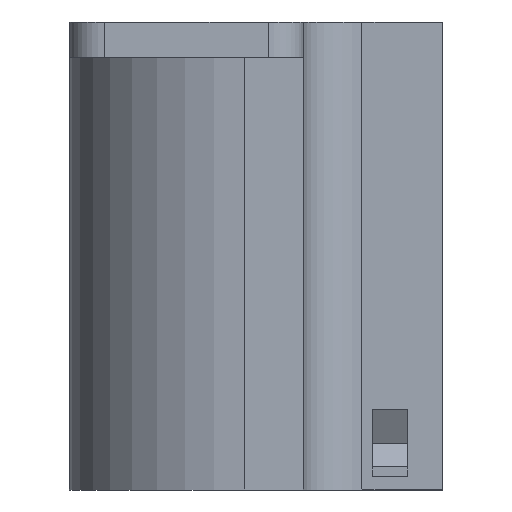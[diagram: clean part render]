
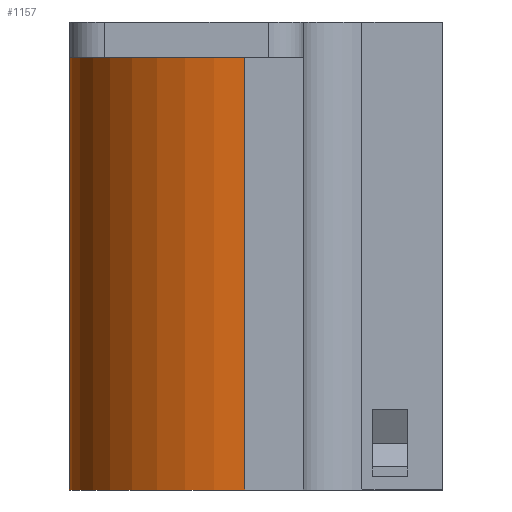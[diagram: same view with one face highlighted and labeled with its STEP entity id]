
A CAD part, left-side view. The second image highlights one B-rep face of the part: STEP entity #1157.
In plain terms, the highlighted cylindrical face has radius 15 mm (diameter 30 mm), a partial arc.
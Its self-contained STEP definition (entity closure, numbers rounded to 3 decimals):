
#29=CYLINDRICAL_SURFACE('',#1259,15.);
#53=CIRCLE('',#1213,15.);
#69=CIRCLE('',#1254,15.);
#116=FACE_OUTER_BOUND('',#180,.T.);
#180=EDGE_LOOP('',(#906,#907,#908,#909));
#222=LINE('',#1655,#344);
#299=LINE('',#1884,#421);
#344=VECTOR('',#1317,10.);
#421=VECTOR('',#1498,10.);
#466=VERTEX_POINT('',#1653);
#467=VERTEX_POINT('',#1654);
#482=VERTEX_POINT('',#1689);
#541=VERTEX_POINT('',#1869);
#579=EDGE_CURVE('',#466,#467,#222,.T.);
#601=EDGE_CURVE('',#482,#466,#53,.T.);
#678=EDGE_CURVE('',#541,#467,#69,.T.);
#685=EDGE_CURVE('',#482,#541,#299,.T.);
#906=ORIENTED_EDGE('',*,*,#579,.T.);
#907=ORIENTED_EDGE('',*,*,#678,.F.);
#908=ORIENTED_EDGE('',*,*,#685,.F.);
#909=ORIENTED_EDGE('',*,*,#601,.T.);
#1157=ADVANCED_FACE('',(#116),#29,.T.);
#1213=AXIS2_PLACEMENT_3D('',#1699,#1348,#1349);
#1254=AXIS2_PLACEMENT_3D('',#1871,#1484,#1485);
#1259=AXIS2_PLACEMENT_3D('',#1885,#1499,#1500);
#1317=DIRECTION('',(0.,0.,-1.));
#1348=DIRECTION('center_axis',(0.,0.,-1.));
#1349=DIRECTION('ref_axis',(-1.,0.,0.));
#1484=DIRECTION('center_axis',(0.,0.,-1.));
#1485=DIRECTION('ref_axis',(-1.,0.,0.));
#1498=DIRECTION('',(0.,0.,-1.));
#1499=DIRECTION('center_axis',(0.,0.,-1.));
#1500=DIRECTION('ref_axis',(-1.,0.,0.));
#1653=CARTESIAN_POINT('',(62.1,-30.633,-243.5));
#1654=CARTESIAN_POINT('',(62.1,-30.633,-280.5));
#1655=CARTESIAN_POINT('',(62.1,-30.633,-240.5));
#1689=CARTESIAN_POINT('',(47.1,-45.633,-243.5));
#1699=CARTESIAN_POINT('Origin',(62.1,-45.633,-243.5));
#1869=CARTESIAN_POINT('',(47.1,-45.633,-280.5));
#1871=CARTESIAN_POINT('Origin',(62.1,-45.633,-280.5));
#1884=CARTESIAN_POINT('',(47.1,-45.633,-240.5));
#1885=CARTESIAN_POINT('Origin',(62.1,-45.633,-240.5));
